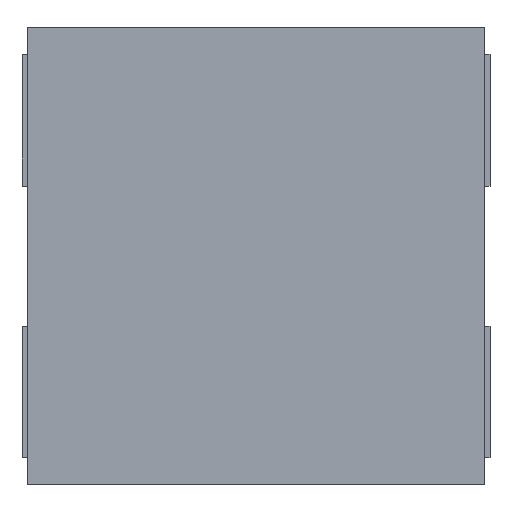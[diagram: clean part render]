
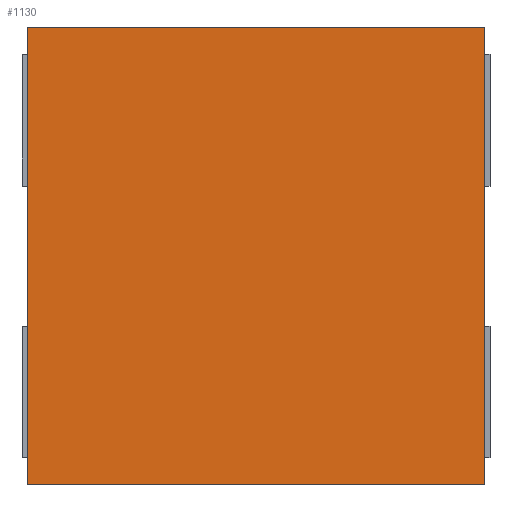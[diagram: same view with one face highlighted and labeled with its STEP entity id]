
A CAD part, top view. The second image highlights one B-rep face of the part: STEP entity #1130.
In plain terms, the highlighted planar face has unit normal (0, 0, 1).
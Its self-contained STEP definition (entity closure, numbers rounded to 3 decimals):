
#110=FACE_OUTER_BOUND('',#172,.T.);
#172=EDGE_LOOP('',(#1010,#1011,#1012,#1013));
#316=LINE('',#1756,#465);
#319=LINE('',#1761,#468);
#321=LINE('',#1765,#470);
#322=LINE('',#1771,#471);
#465=VECTOR('',#1443,10.);
#468=VECTOR('',#1448,10.);
#470=VECTOR('',#1452,10.);
#471=VECTOR('',#1463,10.);
#567=VERTEX_POINT('',#1753);
#568=VERTEX_POINT('',#1755);
#569=VERTEX_POINT('',#1759);
#570=VERTEX_POINT('',#1763);
#713=EDGE_CURVE('',#568,#567,#316,.T.);
#716=EDGE_CURVE('',#567,#569,#319,.T.);
#718=EDGE_CURVE('',#569,#570,#321,.T.);
#719=EDGE_CURVE('',#570,#568,#322,.T.);
#1010=ORIENTED_EDGE('',*,*,#719,.T.);
#1011=ORIENTED_EDGE('',*,*,#713,.T.);
#1012=ORIENTED_EDGE('',*,*,#716,.T.);
#1013=ORIENTED_EDGE('',*,*,#718,.T.);
#1073=PLANE('',#1201);
#1130=ADVANCED_FACE('',(#110),#1073,.T.);
#1201=AXIS2_PLACEMENT_3D('',#1772,#1464,#1465);
#1443=DIRECTION('',(1.,0.,0.));
#1448=DIRECTION('',(0.,1.,0.));
#1452=DIRECTION('',(-1.,0.,0.));
#1463=DIRECTION('',(0.,-1.,0.));
#1464=DIRECTION('center_axis',(0.,0.,1.));
#1465=DIRECTION('ref_axis',(1.,0.,0.));
#1753=CARTESIAN_POINT('',(0.85,0.,0.4));
#1755=CARTESIAN_POINT('',(0.,0.,0.4));
#1756=CARTESIAN_POINT('',(0.,0.,0.4));
#1759=CARTESIAN_POINT('',(0.85,0.85,0.4));
#1761=CARTESIAN_POINT('',(0.85,0.,0.4));
#1763=CARTESIAN_POINT('',(0.,0.85,0.4));
#1765=CARTESIAN_POINT('',(0.85,0.85,0.4));
#1771=CARTESIAN_POINT('',(0.,0.85,0.4));
#1772=CARTESIAN_POINT('Origin',(0.425,0.425,0.4));
